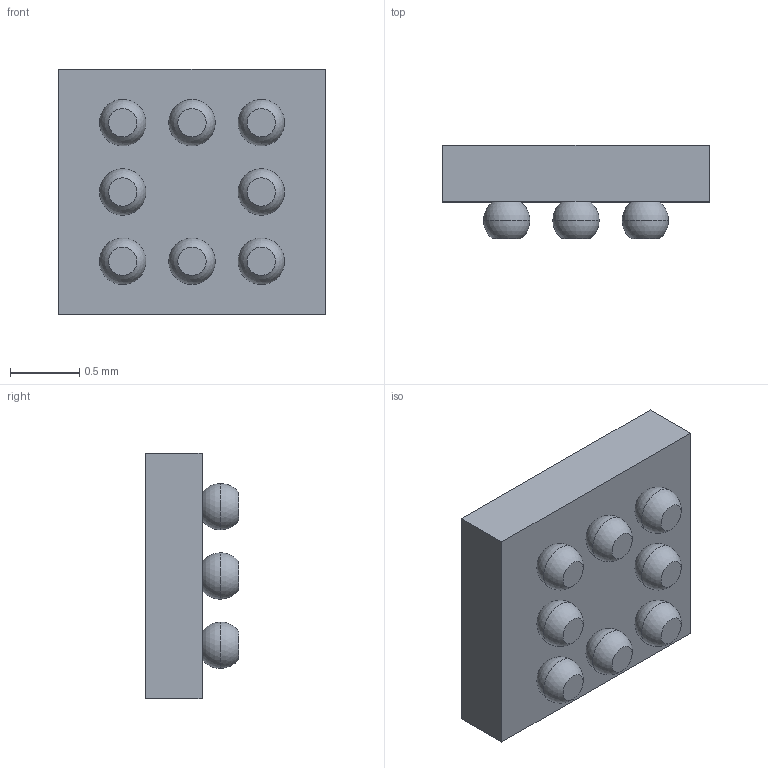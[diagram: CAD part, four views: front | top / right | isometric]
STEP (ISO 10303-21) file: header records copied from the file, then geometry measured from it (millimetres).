
FILE_DESCRIPTION (( 'STEP AP214' ), '1' );
FILE_NAME ('User Library-MicroSMD_BGA_YZR0008_.STEP', '2017-11-05T19:03:17', ( '' ), ( '' ), 'SwSTEP 2.0', 'SolidWorks 2017', '' );
FILE_SCHEMA (( 'AUTOMOTIVE_DESIGN' ));
Length unit declared in the file: millimetre
Products named in the file (1): User Library-MicroSMD_BGA_YZR0008_
Bounding box: 1.92 x 0.68 x 1.77 mm (x, y, z)
Volume: 1.5 mm3; surface area: 12.2 mm2
Topology: 1 solids, 1 shells, 216 faces, 568 edges, 384 vertices
Faces by surface type: plane 118, bspline 80, sphere 16, cylinder 2
Entity records: 11028 total; most frequent: CARTESIAN_POINT 5953, ORIENTED_EDGE 1104, DIRECTION 718, EDGE_CURVE 552, VERTEX_POINT 384, VECTOR 340, LINE 340, EDGE_LOOP 262
